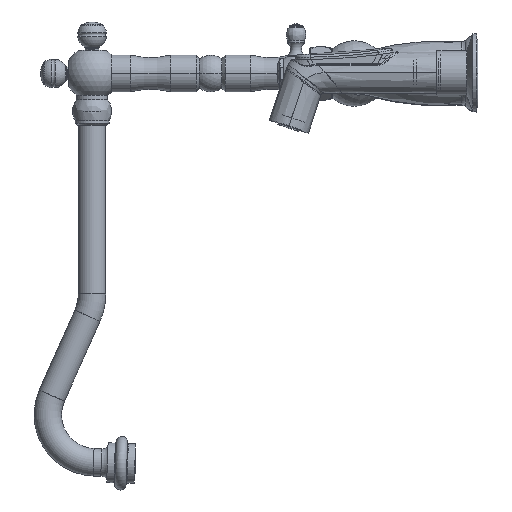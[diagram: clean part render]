
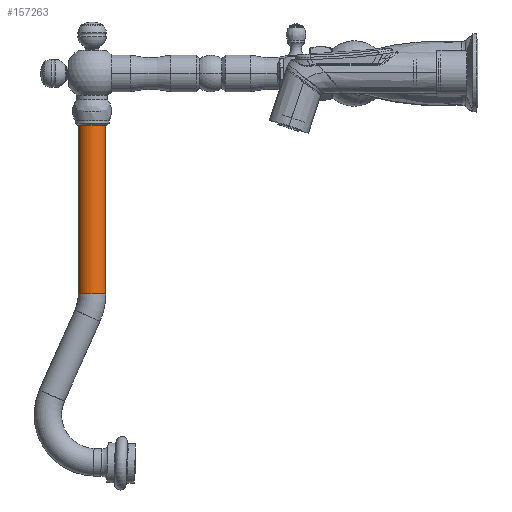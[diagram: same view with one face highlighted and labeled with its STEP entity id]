
A CAD part, top view. The second image highlights one B-rep face of the part: STEP entity #157263.
In plain terms, the highlighted cylindrical face has radius 9 mm (diameter 18 mm), a partial arc.
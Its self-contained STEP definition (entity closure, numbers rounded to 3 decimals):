
#156811=CARTESIAN_POINT('',(-77.5,-28.8,0.));
#156812=DIRECTION('',(0.,-1.,0.));
#156813=DIRECTION('',(1.,0.,0.));
#156814=AXIS2_PLACEMENT_3D('',#156811,#156812,#156813);
#156826=DIRECTION('',(0.,-1.,0.));
#156827=VECTOR('',#156826,115.3);
#156828=CARTESIAN_POINT('',(-68.5,-28.8,0.));
#156829=LINE('',#156828,#156827);
#156830=DIRECTION('',(0.,1.,0.));
#156831=VECTOR('',#156830,115.3);
#156832=CARTESIAN_POINT('',(-86.5,-144.1,0.));
#156833=LINE('',#156832,#156831);
#156834=CARTESIAN_POINT('',(-77.5,-144.1,0.));
#156835=DIRECTION('',(0.,1.,0.));
#156836=DIRECTION('',(-1.,0.,0.));
#156837=AXIS2_PLACEMENT_3D('',#156834,#156835,#156836);
#157138=CARTESIAN_POINT('',(-86.5,-28.8,0.));
#157139=CARTESIAN_POINT('',(-68.5,-28.8,0.));
#157140=VERTEX_POINT('',#157138);
#157141=VERTEX_POINT('',#157139);
#157146=CARTESIAN_POINT('',(-86.5,-144.1,0.));
#157147=VERTEX_POINT('',#157146);
#157148=CARTESIAN_POINT('',(-68.5,-144.1,0.));
#157149=VERTEX_POINT('',#157148);
#157251=CARTESIAN_POINT('',(-77.5,-26.494,0.));
#157252=DIRECTION('',(0.,-1.,0.));
#157253=DIRECTION('',(-1.,0.,0.));
#157254=AXIS2_PLACEMENT_3D('',#157251,#157252,#157253);
#157255=CYLINDRICAL_SURFACE('',#157254,9.);
#157256=ORIENTED_EDGE('',*,*,#157225,.F.);
#157257=ORIENTED_EDGE('',*,*,#157246,.T.);
#157259=ORIENTED_EDGE('',*,*,#157258,.F.);
#157260=ORIENTED_EDGE('',*,*,#157242,.T.);
#157261=EDGE_LOOP('',(#157256,#157257,#157259,#157260));
#157262=FACE_OUTER_BOUND('',#157261,.F.);
#156815=CIRCLE('',#156814,9.);
#156838=CIRCLE('',#156837,9.);
#157225=EDGE_CURVE('',#157141,#157140,#156815,.T.);
#157242=EDGE_CURVE('',#157147,#157140,#156833,.T.);
#157246=EDGE_CURVE('',#157141,#157149,#156829,.T.);
#157258=EDGE_CURVE('',#157147,#157149,#156838,.T.);
#157263=ADVANCED_FACE('',(#157262),#157255,.T.);
